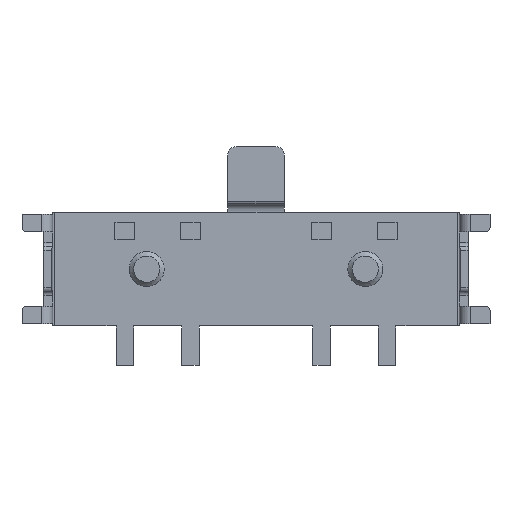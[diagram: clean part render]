
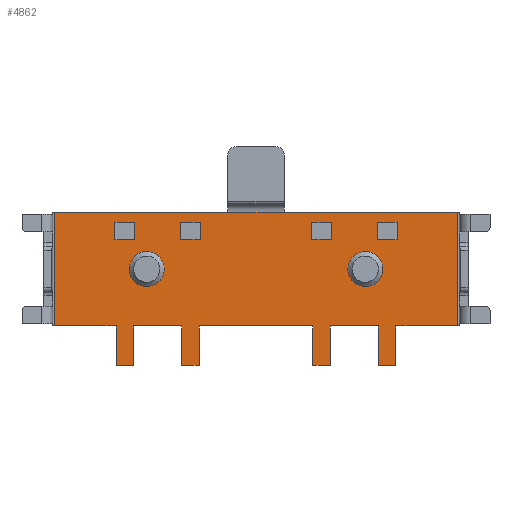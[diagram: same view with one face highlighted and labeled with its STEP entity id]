
A CAD part, front view. The second image highlights one B-rep face of the part: STEP entity #4862.
In plain terms, the highlighted planar face has unit normal (0, -1, 0).
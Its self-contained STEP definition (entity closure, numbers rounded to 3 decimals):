
#97=CIRCLE('',#5070,0.4);
#98=CIRCLE('',#5071,0.4);
#209=ORIENTED_EDGE('',*,*,#1291,.T.);
#210=ORIENTED_EDGE('',*,*,#1292,.T.);
#211=ORIENTED_EDGE('',*,*,#1293,.T.);
#212=ORIENTED_EDGE('',*,*,#1294,.T.);
#213=ORIENTED_EDGE('',*,*,#1295,.T.);
#214=ORIENTED_EDGE('',*,*,#1296,.T.);
#215=ORIENTED_EDGE('',*,*,#1297,.T.);
#216=ORIENTED_EDGE('',*,*,#1298,.T.);
#217=ORIENTED_EDGE('',*,*,#1299,.F.);
#218=ORIENTED_EDGE('',*,*,#1300,.T.);
#219=ORIENTED_EDGE('',*,*,#1301,.F.);
#220=ORIENTED_EDGE('',*,*,#1302,.F.);
#221=ORIENTED_EDGE('',*,*,#1303,.T.);
#222=ORIENTED_EDGE('',*,*,#1304,.T.);
#223=ORIENTED_EDGE('',*,*,#1305,.F.);
#224=ORIENTED_EDGE('',*,*,#1306,.F.);
#225=ORIENTED_EDGE('',*,*,#1307,.F.);
#226=ORIENTED_EDGE('',*,*,#1308,.T.);
#227=ORIENTED_EDGE('',*,*,#1309,.F.);
#228=ORIENTED_EDGE('',*,*,#1310,.F.);
#229=ORIENTED_EDGE('',*,*,#1311,.F.);
#230=ORIENTED_EDGE('',*,*,#1312,.T.);
#231=ORIENTED_EDGE('',*,*,#1313,.F.);
#232=ORIENTED_EDGE('',*,*,#1314,.F.);
#233=ORIENTED_EDGE('',*,*,#1315,.F.);
#234=ORIENTED_EDGE('',*,*,#1316,.T.);
#235=ORIENTED_EDGE('',*,*,#1317,.F.);
#236=ORIENTED_EDGE('',*,*,#1318,.F.);
#237=ORIENTED_EDGE('',*,*,#1319,.F.);
#238=ORIENTED_EDGE('',*,*,#1320,.F.);
#239=ORIENTED_EDGE('',*,*,#1321,.T.);
#240=ORIENTED_EDGE('',*,*,#1322,.T.);
#241=ORIENTED_EDGE('',*,*,#1323,.T.);
#242=ORIENTED_EDGE('',*,*,#1324,.T.);
#243=ORIENTED_EDGE('',*,*,#1325,.T.);
#244=ORIENTED_EDGE('',*,*,#1326,.T.);
#245=ORIENTED_EDGE('',*,*,#1327,.T.);
#246=ORIENTED_EDGE('',*,*,#1328,.T.);
#1291=EDGE_CURVE('',#1832,#1833,#2183,.T.);
#1292=EDGE_CURVE('',#1833,#1834,#2184,.T.);
#1293=EDGE_CURVE('',#1834,#1835,#2185,.T.);
#1294=EDGE_CURVE('',#1835,#1832,#2186,.T.);
#1295=EDGE_CURVE('',#1836,#1837,#2187,.T.);
#1296=EDGE_CURVE('',#1837,#1838,#2188,.T.);
#1297=EDGE_CURVE('',#1838,#1839,#2189,.T.);
#1298=EDGE_CURVE('',#1839,#1836,#2190,.T.);
#1299=EDGE_CURVE('',#1840,#1841,#2191,.T.);
#1300=EDGE_CURVE('',#1840,#1842,#2192,.T.);
#1301=EDGE_CURVE('',#1843,#1842,#2193,.T.);
#1302=EDGE_CURVE('',#1844,#1843,#2194,.T.);
#1303=EDGE_CURVE('',#1844,#1845,#2195,.T.);
#1304=EDGE_CURVE('',#1845,#1846,#2196,.T.);
#1305=EDGE_CURVE('',#1847,#1846,#2197,.T.);
#1306=EDGE_CURVE('',#1848,#1847,#2198,.T.);
#1307=EDGE_CURVE('',#1849,#1848,#2199,.T.);
#1308=EDGE_CURVE('',#1849,#1850,#2200,.T.);
#1309=EDGE_CURVE('',#1851,#1850,#2201,.T.);
#1310=EDGE_CURVE('',#1852,#1851,#2202,.T.);
#1311=EDGE_CURVE('',#1853,#1852,#2203,.T.);
#1312=EDGE_CURVE('',#1853,#1854,#2204,.T.);
#1313=EDGE_CURVE('',#1855,#1854,#2205,.T.);
#1314=EDGE_CURVE('',#1856,#1855,#2206,.T.);
#1315=EDGE_CURVE('',#1857,#1856,#2207,.T.);
#1316=EDGE_CURVE('',#1857,#1858,#2208,.T.);
#1317=EDGE_CURVE('',#1859,#1858,#2209,.T.);
#1318=EDGE_CURVE('',#1841,#1859,#2210,.T.);
#1319=EDGE_CURVE('',#1860,#1860,#97,.F.);
#1320=EDGE_CURVE('',#1861,#1861,#98,.F.);
#1321=EDGE_CURVE('',#1862,#1863,#2211,.T.);
#1322=EDGE_CURVE('',#1863,#1864,#2212,.T.);
#1323=EDGE_CURVE('',#1864,#1865,#2213,.T.);
#1324=EDGE_CURVE('',#1865,#1862,#2214,.T.);
#1325=EDGE_CURVE('',#1866,#1867,#2215,.T.);
#1326=EDGE_CURVE('',#1867,#1868,#2216,.T.);
#1327=EDGE_CURVE('',#1868,#1869,#2217,.T.);
#1328=EDGE_CURVE('',#1869,#1866,#2218,.T.);
#1832=VERTEX_POINT('',#6419);
#1833=VERTEX_POINT('',#6420);
#1834=VERTEX_POINT('',#6422);
#1835=VERTEX_POINT('',#6424);
#1836=VERTEX_POINT('',#6427);
#1837=VERTEX_POINT('',#6428);
#1838=VERTEX_POINT('',#6430);
#1839=VERTEX_POINT('',#6432);
#1840=VERTEX_POINT('',#6435);
#1841=VERTEX_POINT('',#6436);
#1842=VERTEX_POINT('',#6438);
#1843=VERTEX_POINT('',#6440);
#1844=VERTEX_POINT('',#6442);
#1845=VERTEX_POINT('',#6444);
#1846=VERTEX_POINT('',#6446);
#1847=VERTEX_POINT('',#6448);
#1848=VERTEX_POINT('',#6450);
#1849=VERTEX_POINT('',#6452);
#1850=VERTEX_POINT('',#6454);
#1851=VERTEX_POINT('',#6456);
#1852=VERTEX_POINT('',#6458);
#1853=VERTEX_POINT('',#6460);
#1854=VERTEX_POINT('',#6462);
#1855=VERTEX_POINT('',#6464);
#1856=VERTEX_POINT('',#6466);
#1857=VERTEX_POINT('',#6468);
#1858=VERTEX_POINT('',#6470);
#1859=VERTEX_POINT('',#6472);
#1860=VERTEX_POINT('',#6475);
#1861=VERTEX_POINT('',#6477);
#1862=VERTEX_POINT('',#6479);
#1863=VERTEX_POINT('',#6480);
#1864=VERTEX_POINT('',#6482);
#1865=VERTEX_POINT('',#6484);
#1866=VERTEX_POINT('',#6487);
#1867=VERTEX_POINT('',#6488);
#1868=VERTEX_POINT('',#6490);
#1869=VERTEX_POINT('',#6492);
#2183=LINE('',#6418,#2612);
#2184=LINE('',#6421,#2613);
#2185=LINE('',#6423,#2614);
#2186=LINE('',#6425,#2615);
#2187=LINE('',#6426,#2616);
#2188=LINE('',#6429,#2617);
#2189=LINE('',#6431,#2618);
#2190=LINE('',#6433,#2619);
#2191=LINE('',#6434,#2620);
#2192=LINE('',#6437,#2621);
#2193=LINE('',#6439,#2622);
#2194=LINE('',#6441,#2623);
#2195=LINE('',#6443,#2624);
#2196=LINE('',#6445,#2625);
#2197=LINE('',#6447,#2626);
#2198=LINE('',#6449,#2627);
#2199=LINE('',#6451,#2628);
#2200=LINE('',#6453,#2629);
#2201=LINE('',#6455,#2630);
#2202=LINE('',#6457,#2631);
#2203=LINE('',#6459,#2632);
#2204=LINE('',#6461,#2633);
#2205=LINE('',#6463,#2634);
#2206=LINE('',#6465,#2635);
#2207=LINE('',#6467,#2636);
#2208=LINE('',#6469,#2637);
#2209=LINE('',#6471,#2638);
#2210=LINE('',#6473,#2639);
#2211=LINE('',#6478,#2640);
#2212=LINE('',#6481,#2641);
#2213=LINE('',#6483,#2642);
#2214=LINE('',#6485,#2643);
#2215=LINE('',#6486,#2644);
#2216=LINE('',#6489,#2645);
#2217=LINE('',#6491,#2646);
#2218=LINE('',#6493,#2647);
#2612=VECTOR('',#5384,1000.);
#2613=VECTOR('',#5385,1000.);
#2614=VECTOR('',#5386,1000.);
#2615=VECTOR('',#5387,1000.);
#2616=VECTOR('',#5388,1000.);
#2617=VECTOR('',#5389,1000.);
#2618=VECTOR('',#5390,1000.);
#2619=VECTOR('',#5391,1000.);
#2620=VECTOR('',#5392,1000.);
#2621=VECTOR('',#5393,1000.);
#2622=VECTOR('',#5394,1000.);
#2623=VECTOR('',#5395,1000.);
#2624=VECTOR('',#5396,1000.);
#2625=VECTOR('',#5397,1000.);
#2626=VECTOR('',#5398,1000.);
#2627=VECTOR('',#5399,1000.);
#2628=VECTOR('',#5400,1000.);
#2629=VECTOR('',#5401,1000.);
#2630=VECTOR('',#5402,1000.);
#2631=VECTOR('',#5403,1000.);
#2632=VECTOR('',#5404,1000.);
#2633=VECTOR('',#5405,1000.);
#2634=VECTOR('',#5406,1000.);
#2635=VECTOR('',#5407,1000.);
#2636=VECTOR('',#5408,1000.);
#2637=VECTOR('',#5409,1000.);
#2638=VECTOR('',#5410,1000.);
#2639=VECTOR('',#5411,1000.);
#2640=VECTOR('',#5416,1000.);
#2641=VECTOR('',#5417,1000.);
#2642=VECTOR('',#5418,1000.);
#2643=VECTOR('',#5419,1000.);
#2644=VECTOR('',#5420,1000.);
#2645=VECTOR('',#5421,1000.);
#2646=VECTOR('',#5422,1000.);
#2647=VECTOR('',#5423,1000.);
#3034=EDGE_LOOP('',(#209,#210,#211,#212));
#3035=EDGE_LOOP('',(#213,#214,#215,#216));
#3036=EDGE_LOOP('',(#217,#218,#219,#220,#221,#222,#223,#224,#225,#226,#227,
#228,#229,#230,#231,#232,#233,#234,#235,#236));
#3037=EDGE_LOOP('',(#237));
#3038=EDGE_LOOP('',(#238));
#3039=EDGE_LOOP('',(#239,#240,#241,#242));
#3040=EDGE_LOOP('',(#243,#244,#245,#246));
#3237=FACE_BOUND('',#3034,.T.);
#3238=FACE_BOUND('',#3035,.T.);
#3239=FACE_BOUND('',#3036,.T.);
#3240=FACE_BOUND('',#3037,.T.);
#3241=FACE_BOUND('',#3038,.T.);
#3242=FACE_BOUND('',#3039,.T.);
#3243=FACE_BOUND('',#3040,.T.);
#3440=PLANE('',#5069);
#4862=ADVANCED_FACE('',(#3237,#3238,#3239,#3240,#3241,#3242,#3243),#3440,
 .F.);
#5069=AXIS2_PLACEMENT_3D('',#6417,#5382,#5383);
#5070=AXIS2_PLACEMENT_3D('',#6474,#5412,#5413);
#5071=AXIS2_PLACEMENT_3D('',#6476,#5414,#5415);
#5382=DIRECTION('',(0.,1.,0.));
#5383=DIRECTION('',(0.,0.,1.));
#5384=DIRECTION('',(-1.,0.,0.));
#5385=DIRECTION('',(0.,0.,1.));
#5386=DIRECTION('',(1.,0.,0.));
#5387=DIRECTION('',(0.,0.,-1.));
#5388=DIRECTION('',(-1.,0.,0.));
#5389=DIRECTION('',(0.,0.,1.));
#5390=DIRECTION('',(1.,0.,0.));
#5391=DIRECTION('',(0.,0.,-1.));
#5392=DIRECTION('',(0.,0.,-1.));
#5393=DIRECTION('',(1.,0.,0.));
#5394=DIRECTION('',(0.,0.,-1.));
#5395=DIRECTION('',(1.,0.,0.));
#5396=DIRECTION('',(0.,0.,-1.));
#5397=DIRECTION('',(1.,0.,0.));
#5398=DIRECTION('',(0.,0.,1.));
#5399=DIRECTION('',(-1.,0.,0.));
#5400=DIRECTION('',(0.,0.,-1.));
#5401=DIRECTION('',(1.,0.,0.));
#5402=DIRECTION('',(0.,0.,1.));
#5403=DIRECTION('',(-1.,0.,0.));
#5404=DIRECTION('',(0.,0.,-1.));
#5405=DIRECTION('',(1.,0.,0.));
#5406=DIRECTION('',(0.,0.,1.));
#5407=DIRECTION('',(-1.,0.,0.));
#5408=DIRECTION('',(0.,0.,-1.));
#5409=DIRECTION('',(1.,0.,0.));
#5410=DIRECTION('',(0.,0.,1.));
#5411=DIRECTION('',(-1.,0.,0.));
#5412=DIRECTION('',(0.,1.,0.));
#5413=DIRECTION('',(0.,0.,1.));
#5414=DIRECTION('',(0.,1.,0.));
#5415=DIRECTION('',(0.,0.,1.));
#5416=DIRECTION('',(-1.,0.,0.));
#5417=DIRECTION('',(0.,0.,1.));
#5418=DIRECTION('',(1.,0.,0.));
#5419=DIRECTION('',(0.,0.,-1.));
#5420=DIRECTION('',(-1.,0.,0.));
#5421=DIRECTION('',(0.,0.,1.));
#5422=DIRECTION('',(1.,0.,0.));
#5423=DIRECTION('',(0.,0.,-1.));
#6417=CARTESIAN_POINT('',(-4.6,0.,1.3));
#6418=CARTESIAN_POINT('',(1.725,0.,0.677));
#6419=CARTESIAN_POINT('',(1.725,0.,0.677));
#6420=CARTESIAN_POINT('',(1.275,0.,0.677));
#6421=CARTESIAN_POINT('',(1.275,0.,0.677));
#6422=CARTESIAN_POINT('',(1.275,0.,1.075));
#6423=CARTESIAN_POINT('',(1.275,0.,1.075));
#6424=CARTESIAN_POINT('',(1.725,0.,1.075));
#6425=CARTESIAN_POINT('',(1.725,0.,1.075));
#6426=CARTESIAN_POINT('',(-1.275,0.,0.677));
#6427=CARTESIAN_POINT('',(-1.275,0.,0.677));
#6428=CARTESIAN_POINT('',(-1.725,0.,0.677));
#6429=CARTESIAN_POINT('',(-1.725,0.,0.677));
#6430=CARTESIAN_POINT('',(-1.725,0.,1.075));
#6431=CARTESIAN_POINT('',(-1.725,0.,1.075));
#6432=CARTESIAN_POINT('',(-1.275,0.,1.075));
#6433=CARTESIAN_POINT('',(-1.275,0.,1.075));
#6434=CARTESIAN_POINT('',(3.2,0.,-1.1));
#6435=CARTESIAN_POINT('',(3.2,0.,-1.3));
#6436=CARTESIAN_POINT('',(3.2,0.,-2.2));
#6437=CARTESIAN_POINT('',(-4.6,0.,-1.3));
#6438=CARTESIAN_POINT('',(4.6,0.,-1.3));
#6439=CARTESIAN_POINT('',(4.6,0.,1.3));
#6440=CARTESIAN_POINT('',(4.6,0.,1.3));
#6441=CARTESIAN_POINT('',(-4.6,0.,1.3));
#6442=CARTESIAN_POINT('',(-4.6,0.,1.3));
#6443=CARTESIAN_POINT('',(-4.6,0.,1.3));
#6444=CARTESIAN_POINT('',(-4.6,0.,-1.3));
#6445=CARTESIAN_POINT('',(-4.6,0.,-1.3));
#6446=CARTESIAN_POINT('',(-3.2,0.,-1.3));
#6447=CARTESIAN_POINT('',(-3.2,0.,-2.2));
#6448=CARTESIAN_POINT('',(-3.2,0.,-2.2));
#6449=CARTESIAN_POINT('',(-2.8,0.,-2.2));
#6450=CARTESIAN_POINT('',(-2.8,0.,-2.2));
#6451=CARTESIAN_POINT('',(-2.8,0.,-1.1));
#6452=CARTESIAN_POINT('',(-2.8,0.,-1.3));
#6453=CARTESIAN_POINT('',(-4.6,0.,-1.3));
#6454=CARTESIAN_POINT('',(-1.7,0.,-1.3));
#6455=CARTESIAN_POINT('',(-1.7,0.,-2.2));
#6456=CARTESIAN_POINT('',(-1.7,0.,-2.2));
#6457=CARTESIAN_POINT('',(-1.3,0.,-2.2));
#6458=CARTESIAN_POINT('',(-1.3,0.,-2.2));
#6459=CARTESIAN_POINT('',(-1.3,0.,-1.1));
#6460=CARTESIAN_POINT('',(-1.3,0.,-1.3));
#6461=CARTESIAN_POINT('',(-4.6,0.,-1.3));
#6462=CARTESIAN_POINT('',(1.3,0.,-1.3));
#6463=CARTESIAN_POINT('',(1.3,0.,-2.2));
#6464=CARTESIAN_POINT('',(1.3,0.,-2.2));
#6465=CARTESIAN_POINT('',(1.7,0.,-2.2));
#6466=CARTESIAN_POINT('',(1.7,0.,-2.2));
#6467=CARTESIAN_POINT('',(1.7,0.,-1.1));
#6468=CARTESIAN_POINT('',(1.7,0.,-1.3));
#6469=CARTESIAN_POINT('',(-4.6,0.,-1.3));
#6470=CARTESIAN_POINT('',(2.8,0.,-1.3));
#6471=CARTESIAN_POINT('',(2.8,0.,-2.2));
#6472=CARTESIAN_POINT('',(2.8,0.,-2.2));
#6473=CARTESIAN_POINT('',(3.2,0.,-2.2));
#6474=CARTESIAN_POINT('',(2.5,0.,0.));
#6475=CARTESIAN_POINT('',(2.5,0.,0.4));
#6476=CARTESIAN_POINT('',(-2.5,0.,0.));
#6477=CARTESIAN_POINT('',(-2.5,0.,0.4));
#6478=CARTESIAN_POINT('',(-2.775,0.,0.677));
#6479=CARTESIAN_POINT('',(-2.775,0.,0.677));
#6480=CARTESIAN_POINT('',(-3.225,0.,0.677));
#6481=CARTESIAN_POINT('',(-3.225,0.,0.677));
#6482=CARTESIAN_POINT('',(-3.225,0.,1.075));
#6483=CARTESIAN_POINT('',(-3.225,0.,1.075));
#6484=CARTESIAN_POINT('',(-2.775,0.,1.075));
#6485=CARTESIAN_POINT('',(-2.775,0.,1.075));
#6486=CARTESIAN_POINT('',(3.225,0.,0.677));
#6487=CARTESIAN_POINT('',(3.225,0.,0.677));
#6488=CARTESIAN_POINT('',(2.775,0.,0.677));
#6489=CARTESIAN_POINT('',(2.775,0.,0.677));
#6490=CARTESIAN_POINT('',(2.775,0.,1.075));
#6491=CARTESIAN_POINT('',(2.775,0.,1.075));
#6492=CARTESIAN_POINT('',(3.225,0.,1.075));
#6493=CARTESIAN_POINT('',(3.225,0.,1.075));
